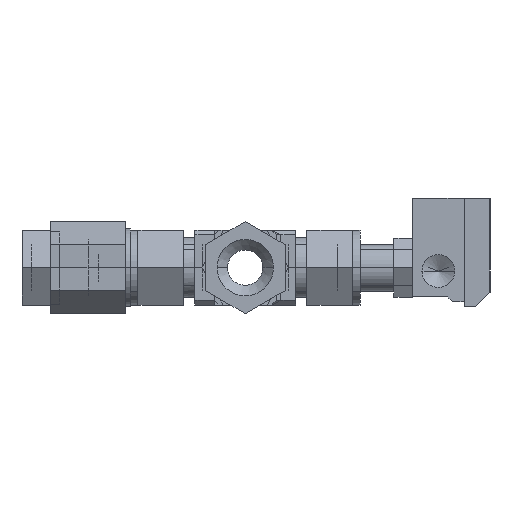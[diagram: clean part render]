
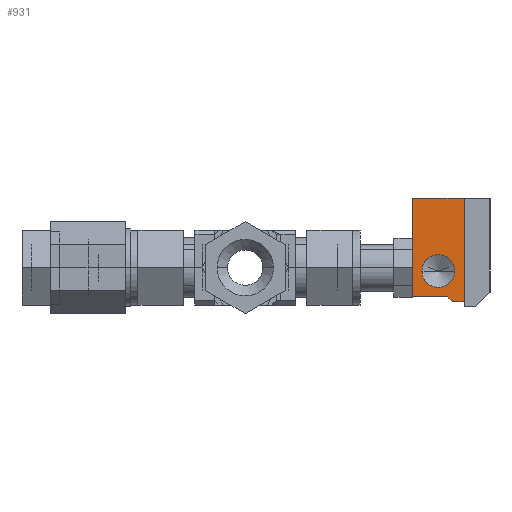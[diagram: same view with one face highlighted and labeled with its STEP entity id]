
A CAD part, left-side view. The second image highlights one B-rep face of the part: STEP entity #931.
In plain terms, the highlighted planar face has unit normal (-1, 0, 0).
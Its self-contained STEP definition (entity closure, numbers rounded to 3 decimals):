
#931=ADVANCED_FACE('',(#3831,#3832),#3833,.F.);
#3831=FACE_BOUND('',#9315,.T.);
#3832=FACE_OUTER_BOUND('',#9316,.T.);
#3833=PLANE('',#9317);
#9315=EDGE_LOOP('',(#16219,#16220));
#9316=EDGE_LOOP('',(#16221,#16222,#16223,#16224,#16225,#16226));
#9317=AXIS2_PLACEMENT_3D('',#16227,#16228,#16229);
#16219=ORIENTED_EDGE('',*,*,#34091,.T.);
#16220=ORIENTED_EDGE('',*,*,#33453,.T.);
#16221=ORIENTED_EDGE('',*,*,#34109,.T.);
#16222=ORIENTED_EDGE('',*,*,#34094,.T.);
#16223=ORIENTED_EDGE('',*,*,#34098,.T.);
#16224=ORIENTED_EDGE('',*,*,#34101,.T.);
#16225=ORIENTED_EDGE('',*,*,#34104,.T.);
#16226=ORIENTED_EDGE('',*,*,#34107,.T.);
#16227=CARTESIAN_POINT('',(-1235.597,-4.905,0.344));
#16228=DIRECTION('',(1.0,0.,0.));
#16229=DIRECTION('',(0.,1.0,0.));
#33453=EDGE_CURVE('',#39433,#39430,#39434,.T.);
#34091=EDGE_CURVE('',#39430,#39433,#40495,.T.);
#34094=EDGE_CURVE('',#40501,#40499,#40502,.T.);
#34098=EDGE_CURVE('',#40499,#40506,#40508,.T.);
#34101=EDGE_CURVE('',#40506,#40511,#40513,.T.);
#34104=EDGE_CURVE('',#40511,#40516,#40518,.T.);
#34107=EDGE_CURVE('',#40516,#40521,#40523,.T.);
#34109=EDGE_CURVE('',#40521,#40501,#40525,.T.);
#39430=VERTEX_POINT('',#49349);
#39433=VERTEX_POINT('',#49353);
#39434=CIRCLE('',#49354,5.556);
#40495=CIRCLE('',#50630,5.556);
#40499=VERTEX_POINT('',#50635);
#40501=VERTEX_POINT('',#50638);
#40502=LINE('',#50639,#50640);
#40506=VERTEX_POINT('',#50646);
#40508=LINE('',#50649,#50650);
#40511=VERTEX_POINT('',#50654);
#40513=LINE('',#50657,#50658);
#40516=VERTEX_POINT('',#50662);
#40518=LINE('',#50665,#50666);
#40521=VERTEX_POINT('',#50670);
#40523=LINE('',#50673,#50674);
#40525=LINE('',#50677,#50678);
#49349=CARTESIAN_POINT('',(-1235.597,-10.297,-7.144));
#49353=CARTESIAN_POINT('',(-1235.597,0.816,-7.144));
#49354=AXIS2_PLACEMENT_3D('',#65590,#65591,#65592);
#50630=AXIS2_PLACEMENT_3D('',#67074,#67075,#67076);
#50635=CARTESIAN_POINT('',(-1235.597,-7.928,-15.875));
#50638=CARTESIAN_POINT('',(-1235.597,3.991,-15.875));
#50639=CARTESIAN_POINT('',(-1235.597,3.991,-15.875));
#50640=VECTOR('',#67079,11.919);
#50646=CARTESIAN_POINT('',(-1235.597,-9.516,-17.463));
#50649=CARTESIAN_POINT('',(-1235.597,-7.928,-15.875));
#50650=VECTOR('',#67083,2.245);
#50654=CARTESIAN_POINT('',(-1235.597,-13.484,-17.463));
#50657=CARTESIAN_POINT('',(-1235.597,-9.516,-17.463));
#50658=VECTOR('',#67086,3.969);
#50662=CARTESIAN_POINT('',(-1235.597,-13.484,17.463));
#50665=CARTESIAN_POINT('',(-1235.597,-13.484,-17.463));
#50666=VECTOR('',#67089,34.925);
#50670=CARTESIAN_POINT('',(-1235.597,3.991,17.463));
#50673=CARTESIAN_POINT('',(-1235.597,-13.484,17.463));
#50674=VECTOR('',#67092,17.475);
#50677=CARTESIAN_POINT('',(-1235.597,3.991,17.463));
#50678=VECTOR('',#67094,33.338);
#65590=CARTESIAN_POINT('',(-1235.597,-4.74,-7.144));
#65591=DIRECTION('',(1.0,0.,0.));
#65592=DIRECTION('',(0.,-1.0,0.));
#67074=CARTESIAN_POINT('',(-1235.597,-4.74,-7.144));
#67075=DIRECTION('',(1.0,0.,0.));
#67076=DIRECTION('',(0.,-1.0,0.));
#67079=DIRECTION('',(0.,-1.0,0.));
#67083=DIRECTION('',(0.,-0.707,-0.707));
#67086=DIRECTION('',(0.,-1.0,0.));
#67089=DIRECTION('',(0.,0.,1.0));
#67092=DIRECTION('',(0.,1.0,0.));
#67094=DIRECTION('',(0.,0.0,-1.0));
